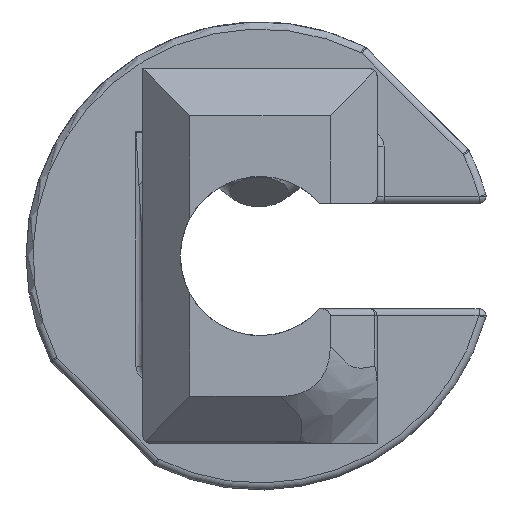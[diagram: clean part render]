
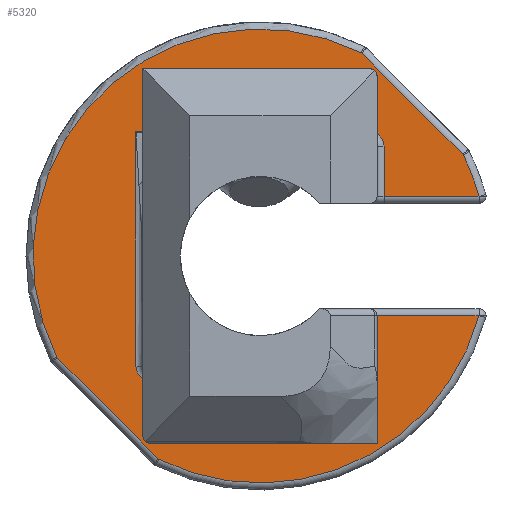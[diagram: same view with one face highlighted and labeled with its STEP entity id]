
A CAD part, front view. The second image highlights one B-rep face of the part: STEP entity #5320.
In plain terms, the highlighted face is planar.
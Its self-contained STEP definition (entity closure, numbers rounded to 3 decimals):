
#13 = CARTESIAN_POINT ( 'NONE',  ( 36.058, -26.004, -0.85 ) ) ;
#118 = DIRECTION ( 'NONE',  ( 0., 0., -1. ) ) ;
#135 = VECTOR ( 'NONE', #5281, 1000. ) ;
#175 = CARTESIAN_POINT ( 'NONE',  ( 30.758, -21.304, -0.85 ) ) ;
#417 = CARTESIAN_POINT ( 'NONE',  ( 35.758, -26.604, -0.85 ) ) ;
#430 = VERTEX_POINT ( 'NONE', #5122 ) ;
#437 = ORIENTED_EDGE ( 'NONE', *, *, #4082, .T. ) ;
#449 = ORIENTED_EDGE ( 'NONE', *, *, #3789, .F. ) ;
#507 = LINE ( 'NONE', #596, #4266 ) ;
#514 = DIRECTION ( 'NONE',  ( 0., 0., -1. ) ) ;
#537 = AXIS2_PLACEMENT_3D ( 'NONE', #1512, #5863, #2575 ) ;
#572 = DIRECTION ( 'NONE',  ( 1., 0., 0. ) ) ;
#596 = CARTESIAN_POINT ( 'NONE',  ( 24.253, -14.799, -0.85 ) ) ;
#609 = EDGE_CURVE ( 'NONE', #3310, #2725, #3368, .T. ) ;
#631 = CIRCLE ( 'NONE', #537, 0.6 ) ;
#640 = CIRCLE ( 'NONE', #5935, 5.3 ) ;
#667 = AXIS2_PLACEMENT_3D ( 'NONE', #3379, #3846, #5877 ) ;
#881 = EDGE_CURVE ( 'NONE', #430, #2569, #2671, .T. ) ;
#1048 = ORIENTED_EDGE ( 'NONE', *, *, #4397, .T. ) ;
#1070 = CARTESIAN_POINT ( 'NONE',  ( 26.427, -12.625, -0.85 ) ) ;
#1105 = CARTESIAN_POINT ( 'NONE',  ( 26.058, -16.604, -0.85 ) ) ;
#1129 = DIRECTION ( 'NONE',  ( 0., 0., -1. ) ) ;
#1253 = CARTESIAN_POINT ( 'NONE',  ( 35.405, -18.754, -0.85 ) ) ;
#1399 = LINE ( 'NONE', #417, #2551 ) ;
#1408 = ORIENTED_EDGE ( 'NONE', *, *, #3044, .T. ) ;
#1452 = CARTESIAN_POINT ( 'NONE',  ( 30.758, -18.754, -0.85 ) ) ;
#1467 = PLANE ( 'NONE',  #667 ) ;
#1473 = VECTOR ( 'NONE', #2898, 1000. ) ;
#1490 = CARTESIAN_POINT ( 'NONE',  ( 30.758, -23.854, -0.85 ) ) ;
#1512 = CARTESIAN_POINT ( 'NONE',  ( 35.458, -26.004, -0.85 ) ) ;
#1526 = DIRECTION ( 'NONE',  ( 0.707, 0.707, 0. ) ) ;
#1529 = CIRCLE ( 'NONE', #3328, 9.7 ) ;
#1562 = FACE_OUTER_BOUND ( 'NONE', #1704, .T. ) ;
#1563 = DIRECTION ( 'NONE',  ( 1., 0., 0. ) ) ;
#1606 = EDGE_CURVE ( 'NONE', #5858, #4567, #5332, .T. ) ;
#1626 = AXIS2_PLACEMENT_3D ( 'NONE', #1105, #3011, #2077 ) ;
#1648 = CARTESIAN_POINT ( 'NONE',  ( 30.758, -21.304, -0.85 ) ) ;
#1704 = EDGE_LOOP ( 'NONE', ( #5298, #5874, #2769, #437, #5190, #1408, #1986, #6159, #3196, #449, #2537, #1048, #4396, #5206 ) ) ;
#1986 = ORIENTED_EDGE ( 'NONE', *, *, #2490, .T. ) ;
#1989 = VECTOR ( 'NONE', #5765, 1000. ) ;
#1990 = DIRECTION ( 'NONE',  ( -0.707, -0.707, 0. ) ) ;
#2077 = DIRECTION ( 'NONE',  ( 1., 0., 0. ) ) ;
#2254 = AXIS2_PLACEMENT_3D ( 'NONE', #2322, #514, #3854 ) ;
#2322 = CARTESIAN_POINT ( 'NONE',  ( 30.758, -21.304, -0.85 ) ) ;
#2336 = VECTOR ( 'NONE', #1990, 1000. ) ;
#2348 = CARTESIAN_POINT ( 'NONE',  ( 36.058, -23.854, -0.85 ) ) ;
#2354 = CIRCLE ( 'NONE', #2254, 9.7 ) ;
#2425 = CARTESIAN_POINT ( 'NONE',  ( 37.264, -27.81, -0.85 ) ) ;
#2490 = EDGE_CURVE ( 'NONE', #2662, #3842, #5740, .T. ) ;
#2537 = ORIENTED_EDGE ( 'NONE', *, *, #1606, .T. ) ;
#2551 = VECTOR ( 'NONE', #1563, 1000. ) ;
#2569 = VERTEX_POINT ( 'NONE', #3956 ) ;
#2575 = DIRECTION ( 'NONE',  ( 1., 0., 0. ) ) ;
#2588 = DIRECTION ( 'NONE',  ( 0., 0., 1. ) ) ;
#2662 = VERTEX_POINT ( 'NONE', #3699 ) ;
#2671 = LINE ( 'NONE', #4588, #1989 ) ;
#2725 = VERTEX_POINT ( 'NONE', #4105 ) ;
#2769 = ORIENTED_EDGE ( 'NONE', *, *, #3500, .T. ) ;
#2894 = LINE ( 'NONE', #2425, #2336 ) ;
#2898 = DIRECTION ( 'NONE',  ( 1., 0., 0. ) ) ;
#2943 = CARTESIAN_POINT ( 'NONE',  ( 25.458, -26.304, -0.85 ) ) ;
#2999 = CARTESIAN_POINT ( 'NONE',  ( 39.437, -25.636, -0.85 ) ) ;
#3011 = DIRECTION ( 'NONE',  ( 0., 0., -1. ) ) ;
#3020 = AXIS2_PLACEMENT_3D ( 'NONE', #175, #1129, #572 ) ;
#3044 = EDGE_CURVE ( 'NONE', #4817, #2662, #5716, .T. ) ;
#3081 = CARTESIAN_POINT ( 'NONE',  ( 25.458, -16.604, -0.85 ) ) ;
#3192 = CARTESIAN_POINT ( 'NONE',  ( 35.09, -29.983, -0.85 ) ) ;
#3196 = ORIENTED_EDGE ( 'NONE', *, *, #881, .T. ) ;
#3310 = VERTEX_POINT ( 'NONE', #2348 ) ;
#3328 = AXIS2_PLACEMENT_3D ( 'NONE', #4927, #118, #4985 ) ;
#3368 = LINE ( 'NONE', #1490, #1473 ) ;
#3379 = CARTESIAN_POINT ( 'NONE',  ( 30.758, -21.304, -0.85 ) ) ;
#3500 = EDGE_CURVE ( 'NONE', #4435, #4274, #2894, .T. ) ;
#3528 = VECTOR ( 'NONE', #4864, 1000. ) ;
#3562 = CARTESIAN_POINT ( 'NONE',  ( 36.058, -23.554, -0.85 ) ) ;
#3699 = CARTESIAN_POINT ( 'NONE',  ( 40.117, -18.754, -0.85 ) ) ;
#3706 = EDGE_CURVE ( 'NONE', #2725, #4435, #1529, .T. ) ;
#3714 = EDGE_CURVE ( 'NONE', #5192, #5868, #631, .T. ) ;
#3789 = EDGE_CURVE ( 'NONE', #5858, #2569, #4339, .T. ) ;
#3842 = VERTEX_POINT ( 'NONE', #1253 ) ;
#3846 = DIRECTION ( 'NONE',  ( 0., 0., 1. ) ) ;
#3854 = DIRECTION ( 'NONE',  ( 1., 0., 0. ) ) ;
#3956 = CARTESIAN_POINT ( 'NONE',  ( 26.058, -16.004, -0.85 ) ) ;
#4033 = LINE ( 'NONE', #3562, #5658 ) ;
#4057 = CARTESIAN_POINT ( 'NONE',  ( 25.458, -26.604, -0.85 ) ) ;
#4082 = EDGE_CURVE ( 'NONE', #4274, #5456, #2354, .T. ) ;
#4105 = CARTESIAN_POINT ( 'NONE',  ( 40.117, -23.854, -0.85 ) ) ;
#4266 = VECTOR ( 'NONE', #1526, 1000. ) ;
#4274 = VERTEX_POINT ( 'NONE', #3192 ) ;
#4339 = CIRCLE ( 'NONE', #1626, 0.6 ) ;
#4396 = ORIENTED_EDGE ( 'NONE', *, *, #3714, .F. ) ;
#4397 = EDGE_CURVE ( 'NONE', #4567, #5868, #1399, .T. ) ;
#4435 = VERTEX_POINT ( 'NONE', #2999 ) ;
#4567 = VERTEX_POINT ( 'NONE', #4057 ) ;
#4588 = CARTESIAN_POINT ( 'NONE',  ( 25.758, -16.004, -0.85 ) ) ;
#4596 = DIRECTION ( 'NONE',  ( 1., 0., 0. ) ) ;
#4817 = VERTEX_POINT ( 'NONE', #1070 ) ;
#4864 = DIRECTION ( 'NONE',  ( 0., -1., 0. ) ) ;
#4927 = CARTESIAN_POINT ( 'NONE',  ( 30.758, -21.304, -0.85 ) ) ;
#4985 = DIRECTION ( 'NONE',  ( 1., 0., 0. ) ) ;
#5005 = DIRECTION ( 'NONE',  ( 0., 1., 0. ) ) ;
#5119 = EDGE_CURVE ( 'NONE', #5192, #3310, #4033, .T. ) ;
#5122 = CARTESIAN_POINT ( 'NONE',  ( 30.758, -16.004, -0.85 ) ) ;
#5190 = ORIENTED_EDGE ( 'NONE', *, *, #5374, .T. ) ;
#5192 = VERTEX_POINT ( 'NONE', #13 ) ;
#5206 = ORIENTED_EDGE ( 'NONE', *, *, #5119, .T. ) ;
#5281 = DIRECTION ( 'NONE',  ( -1., 0., 0. ) ) ;
#5298 = ORIENTED_EDGE ( 'NONE', *, *, #609, .T. ) ;
#5320 = ADVANCED_FACE ( 'NONE', ( #1562 ), #1467, .F. ) ;
#5321 = CARTESIAN_POINT ( 'NONE',  ( 22.079, -16.973, -0.85 ) ) ;
#5332 = LINE ( 'NONE', #2943, #3528 ) ;
#5346 = CARTESIAN_POINT ( 'NONE',  ( 35.458, -26.604, -0.85 ) ) ;
#5374 = EDGE_CURVE ( 'NONE', #5456, #4817, #507, .T. ) ;
#5456 = VERTEX_POINT ( 'NONE', #5321 ) ;
#5658 = VECTOR ( 'NONE', #5005, 1000. ) ;
#5716 = CIRCLE ( 'NONE', #3020, 9.7 ) ;
#5717 = EDGE_CURVE ( 'NONE', #3842, #430, #640, .T. ) ;
#5740 = LINE ( 'NONE', #1452, #135 ) ;
#5765 = DIRECTION ( 'NONE',  ( -1., 0., 0. ) ) ;
#5858 = VERTEX_POINT ( 'NONE', #3081 ) ;
#5863 = DIRECTION ( 'NONE',  ( 0., 0., -1. ) ) ;
#5868 = VERTEX_POINT ( 'NONE', #5346 ) ;
#5874 = ORIENTED_EDGE ( 'NONE', *, *, #3706, .T. ) ;
#5877 = DIRECTION ( 'NONE',  ( 1., 0., 0. ) ) ;
#5935 = AXIS2_PLACEMENT_3D ( 'NONE', #1648, #2588, #4596 ) ;
#6159 = ORIENTED_EDGE ( 'NONE', *, *, #5717, .T. ) ;
